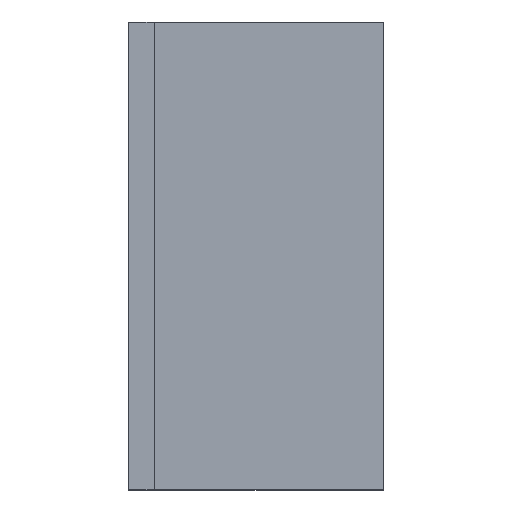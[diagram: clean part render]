
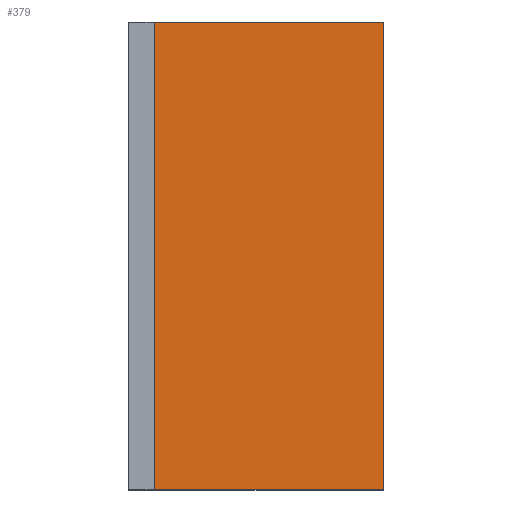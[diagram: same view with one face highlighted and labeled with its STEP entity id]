
A CAD part, top view. The second image highlights one B-rep face of the part: STEP entity #379.
In plain terms, the highlighted planar face has unit normal (0, 0, 1).
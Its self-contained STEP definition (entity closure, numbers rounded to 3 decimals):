
#32=FACE_OUTER_BOUND('',#53,.T.);
#53=EDGE_LOOP('',(#305,#306,#307,#308));
#66=LINE('',#527,#115);
#97=LINE('',#592,#146);
#102=LINE('',#602,#151);
#103=LINE('',#603,#152);
#115=VECTOR('',#430,10.);
#146=VECTOR('',#481,10.);
#151=VECTOR('',#490,10.);
#152=VECTOR('',#491,10.);
#164=VERTEX_POINT('',#524);
#165=VERTEX_POINT('',#526);
#189=VERTEX_POINT('',#591);
#192=VERTEX_POINT('',#601);
#198=EDGE_CURVE('',#164,#165,#66,.T.);
#230=EDGE_CURVE('',#189,#165,#97,.T.);
#235=EDGE_CURVE('',#192,#164,#102,.T.);
#236=EDGE_CURVE('',#192,#189,#103,.T.);
#305=ORIENTED_EDGE('',*,*,#230,.T.);
#306=ORIENTED_EDGE('',*,*,#198,.F.);
#307=ORIENTED_EDGE('',*,*,#235,.F.);
#308=ORIENTED_EDGE('',*,*,#236,.T.);
#360=PLANE('',#414);
#379=ADVANCED_FACE('',(#32),#360,.T.);
#414=AXIS2_PLACEMENT_3D('',#600,#488,#489);
#430=DIRECTION('',(-1.,0.,0.));
#481=DIRECTION('',(0.,-1.,0.));
#488=DIRECTION('center_axis',(0.,0.,1.));
#489=DIRECTION('ref_axis',(1.,0.,0.));
#490=DIRECTION('',(0.,-1.,0.));
#491=DIRECTION('',(-1.,0.,0.));
#524=CARTESIAN_POINT('',(3.65,2.3,4.75));
#526=CARTESIAN_POINT('',(0.05,2.3,4.75));
#527=CARTESIAN_POINT('',(-0.35,2.3,4.75));
#591=CARTESIAN_POINT('',(0.05,9.65,4.75));
#592=CARTESIAN_POINT('',(0.05,3.65,4.75));
#600=CARTESIAN_POINT('Origin',(1.65,6.65,4.75));
#601=CARTESIAN_POINT('',(3.65,9.65,4.75));
#602=CARTESIAN_POINT('',(3.65,3.65,4.75));
#603=CARTESIAN_POINT('',(3.65,9.65,4.75));
